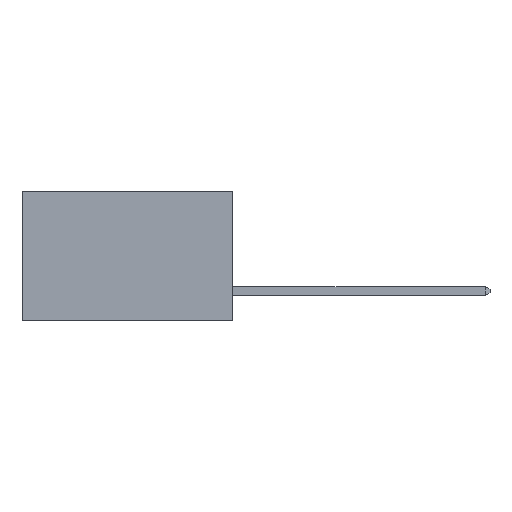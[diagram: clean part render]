
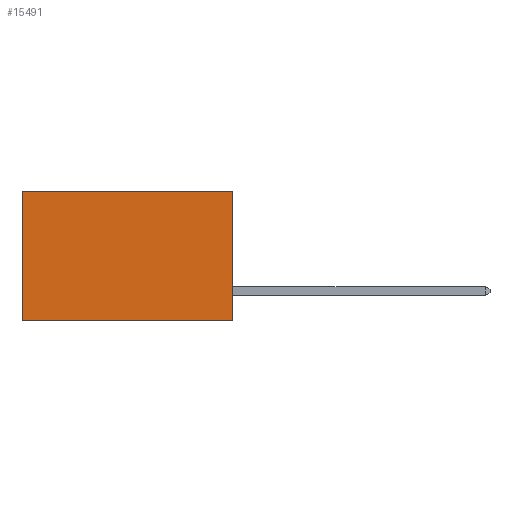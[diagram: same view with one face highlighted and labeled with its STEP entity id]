
A CAD part, left-side view. The second image highlights one B-rep face of the part: STEP entity #15491.
In plain terms, the highlighted planar face has unit normal (-1, 0, 0).
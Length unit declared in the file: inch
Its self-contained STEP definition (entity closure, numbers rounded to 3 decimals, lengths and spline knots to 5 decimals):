
#1366 = CARTESIAN_POINT ( 'NONE',  ( 0.2875, 0., 0. ) ) ;
#2124 = VERTEX_POINT ( 'NONE', #31324 ) ;
#2794 = CARTESIAN_POINT ( 'NONE',  ( 0.2875, 0., -0.37 ) ) ;
#3251 = EDGE_LOOP ( 'NONE', ( #34815, #23544, #9271, #7530 ) ) ;
#5389 = VERTEX_POINT ( 'NONE', #2794 ) ;
#5447 = VECTOR ( 'NONE', #12737, 39.37008 ) ;
#6330 = VERTEX_POINT ( 'NONE', #6797 ) ;
#6797 = CARTESIAN_POINT ( 'NONE',  ( 0.2875, 0.6, 0. ) ) ;
#7251 = CARTESIAN_POINT ( 'NONE',  ( 0.2875, 0., 0. ) ) ;
#7265 = CARTESIAN_POINT ( 'NONE',  ( 0.2875, 0., 0. ) ) ;
#7530 = ORIENTED_EDGE ( 'NONE', *, *, #8990, .T. ) ;
#8990 = EDGE_CURVE ( 'NONE', #24350, #6330, #27024, .T. ) ;
#9271 = ORIENTED_EDGE ( 'NONE', *, *, #32348, .F. ) ;
#9994 = CARTESIAN_POINT ( 'NONE',  ( 0.2875, 0.6, 0. ) ) ;
#10031 = DIRECTION ( 'NONE',  ( 0., 0., -1. ) ) ;
#11759 = EDGE_CURVE ( 'NONE', #6330, #2124, #33674, .T. ) ;
#12234 = LINE ( 'NONE', #16415, #25036 ) ;
#12737 = DIRECTION ( 'NONE',  ( 0., 0., -1. ) ) ;
#15454 = EDGE_CURVE ( 'NONE', #5389, #2124, #28784, .T. ) ;
#15491 = ADVANCED_FACE ( 'NONE', ( #31769 ), #18138, .F. ) ;
#16415 = CARTESIAN_POINT ( 'NONE',  ( 0.2875, 0., 0. ) ) ;
#18013 = CARTESIAN_POINT ( 'NONE',  ( 0.2875, 0., -0.37 ) ) ;
#18138 = PLANE ( 'NONE',  #23474 ) ;
#19176 = DIRECTION ( 'NONE',  ( 0., 0., -1. ) ) ;
#19742 = VECTOR ( 'NONE', #29140, 39.37008 ) ;
#23474 = AXIS2_PLACEMENT_3D ( 'NONE', #7251, #26403, #10031 ) ;
#23544 = ORIENTED_EDGE ( 'NONE', *, *, #15454, .F. ) ;
#24350 = VERTEX_POINT ( 'NONE', #1366 ) ;
#25036 = VECTOR ( 'NONE', #19176, 39.37008 ) ;
#26153 = DIRECTION ( 'NONE',  ( 0., 1., 0. ) ) ;
#26403 = DIRECTION ( 'NONE',  ( 1., 0., 0. ) ) ;
#27024 = LINE ( 'NONE', #7265, #19742 ) ;
#28784 = LINE ( 'NONE', #18013, #35195 ) ;
#29140 = DIRECTION ( 'NONE',  ( 0., 1., 0. ) ) ;
#31324 = CARTESIAN_POINT ( 'NONE',  ( 0.2875, 0.6, -0.37 ) ) ;
#31769 = FACE_OUTER_BOUND ( 'NONE', #3251, .T. ) ;
#32348 = EDGE_CURVE ( 'NONE', #24350, #5389, #12234, .T. ) ;
#33674 = LINE ( 'NONE', #9994, #5447 ) ;
#34815 = ORIENTED_EDGE ( 'NONE', *, *, #11759, .T. ) ;
#35195 = VECTOR ( 'NONE', #26153, 39.37008 ) ;
